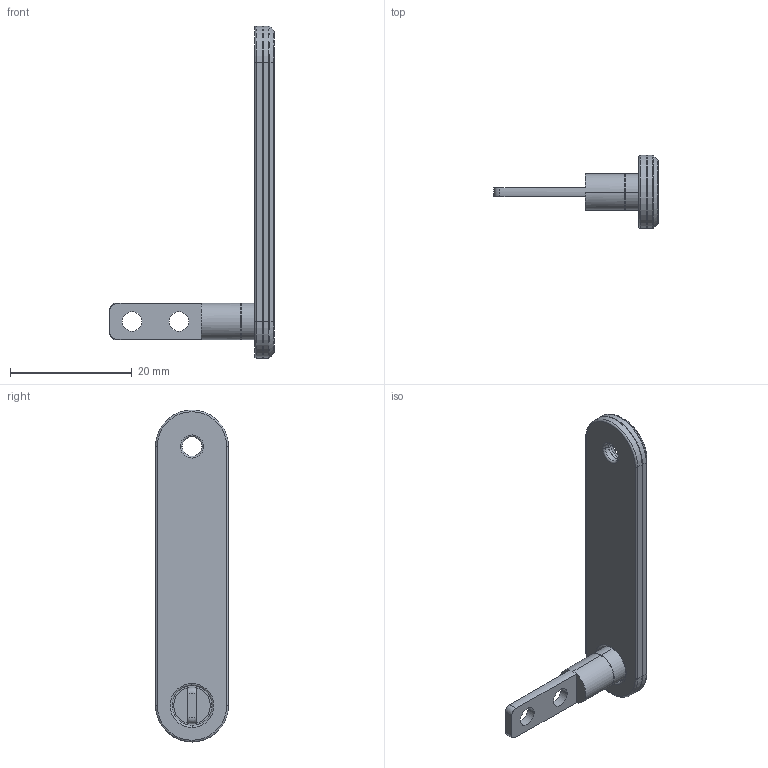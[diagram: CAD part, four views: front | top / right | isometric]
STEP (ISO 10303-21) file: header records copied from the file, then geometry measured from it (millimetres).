
FILE_DESCRIPTION((''),'2;1');
FILE_NAME('HINGE_ASM_ASM','2020-03-13T',('albio'),(''),'PRO/ENGINEER BY PARAMETRIC TECHNOLOGY CORPORATION, 2015240','PRO/ENGINEER BY PARAMETRIC TECHNOLOGY CORPORATION, 2015240','');
FILE_SCHEMA(('CONFIG_CONTROL_DESIGN'));
Length unit declared in the file: millimetre
Products named in the file (6): HINGE-BASE_5; HINGE-ROTATE_9; AXIS-PLATE_19; HINGE-PLATE; HINGE-CAP; HINGE_ASM_ASM
Assembly tree (5 placements, depth 2):
  HINGE_ASM_ASM
    HINGE-BASE_5
    HINGE-ROTATE_9
    AXIS-PLATE_19
    HINGE-PLATE
    HINGE-CAP
Bounding box: 27 x 12 x 54.6 mm (x, y, z)
Volume: 1697.7 mm3; surface area: 4340.1 mm2
Topology: 5 solids, 5 shells, 135 faces, 332 edges, 213 vertices
Faces by surface type: plane 69, cylinder 42, torus 14, cone 10
Entity records: 4201 total; most frequent: CARTESIAN_POINT 743, DIRECTION 736, ORIENTED_EDGE 660, EDGE_CURVE 330, AXIS2_PLACEMENT_3D 268, VERTEX_POINT 213, VECTOR 200, LINE 200
